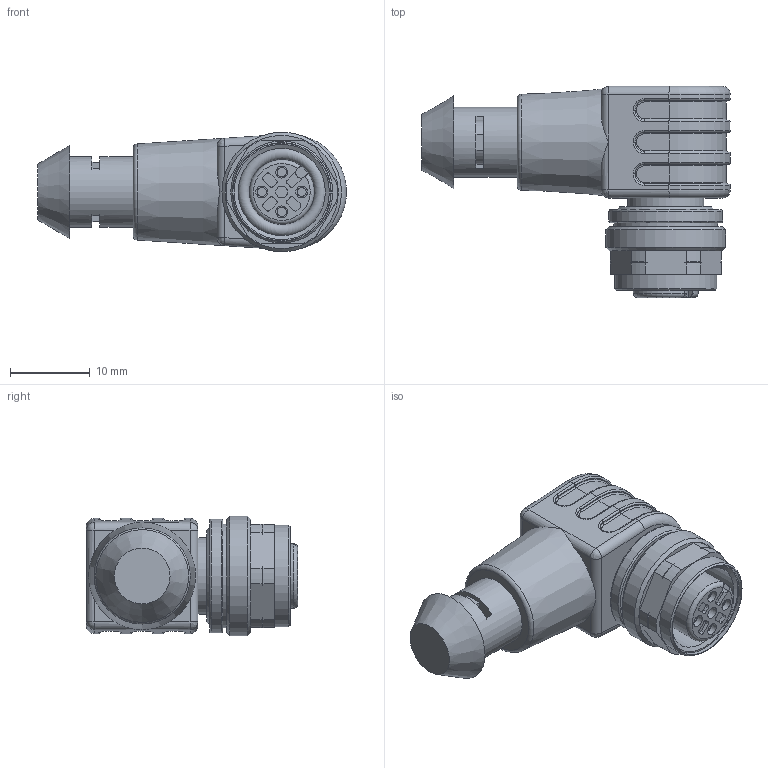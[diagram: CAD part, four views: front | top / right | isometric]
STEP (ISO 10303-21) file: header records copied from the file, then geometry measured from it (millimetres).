
FILE_DESCRIPTION(/* description */ (''),/* implementation_level */ '2;1');
FILE_NAME(/* name */ 'VKA00221.stp',/* time_stamp */ '2016-10-12T09:35:46+02:00',/* author */ ('mitarbeiter'),/* organization */ (''),/* preprocessor_version */ 'ST-DEVELOPER v15.2',/* originating_system */ 'Autodesk Inventor 2014',/* authorisation */ '');
FILE_SCHEMA (('AUTOMOTIVE_DESIGN { 1 0 10303 214 3 1 1 }'));
Length unit declared in the file: millimetre
Products named in the file (1): VKA00221
Bounding box: 38.72 x 26.5 x 15 mm (x, y, z)
Volume: 6159.1 mm3; surface area: 3312.4 mm2
Topology: 1 solids, 1 shells, 251 faces, 606 edges, 378 vertices
Faces by surface type: cylinder 104, plane 81, bspline 26, cone 19, torus 19, sphere 2
Full cylindrical faces by diameter (mm): 1.15 x4, 1.5 x5, 8.8 x1, 9.6 x1, 10.95 x1, 11.8 x1, 12.3 x1, 12.8 x1, 13 x1, 14.25 x1, 15 x1
Entity records: 8050 total; most frequent: CARTESIAN_POINT 2366, DIRECTION 1224, ORIENTED_EDGE 1126, EDGE_CURVE 563, AXIS2_PLACEMENT_3D 495, VERTEX_POINT 369, EDGE_LOOP 306, CIRCLE 269
